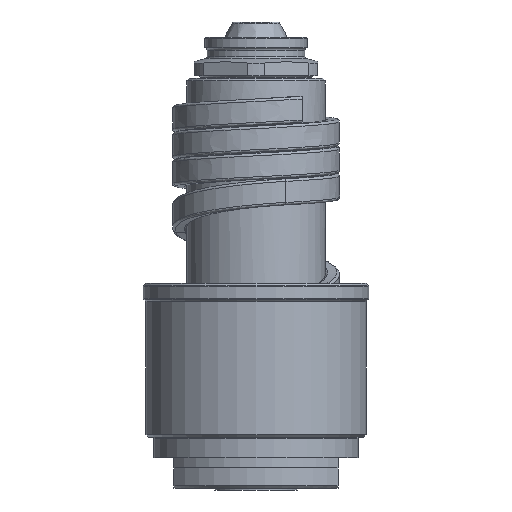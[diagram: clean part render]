
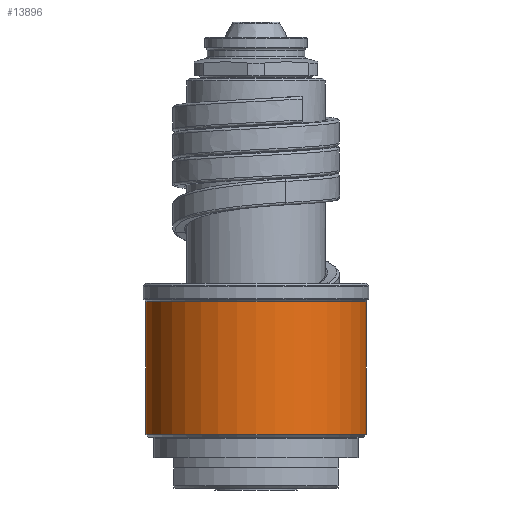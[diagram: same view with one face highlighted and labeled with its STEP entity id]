
A CAD part, front view. The second image highlights one B-rep face of the part: STEP entity #13896.
In plain terms, the highlighted cylindrical face has radius 21.5 mm (diameter 43 mm), a partial arc.
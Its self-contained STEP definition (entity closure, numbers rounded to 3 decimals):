
#5247=CARTESIAN_POINT('',(0.,0.,10.583));
#5248=DIRECTION('',(0.,0.,1.));
#5249=DIRECTION('',(-1.,0.,0.));
#5250=AXIS2_PLACEMENT_3D('',#5247,#5248,#5249);
#5252=DIRECTION('',(0.,0.,-1.));
#5253=VECTOR('',#5252,25.834);
#5254=CARTESIAN_POINT('',(-21.5,0.,36.417));
#5255=LINE('',#5254,#5253);
#5256=CARTESIAN_POINT('',(0.,0.,36.417));
#5257=DIRECTION('',(0.,0.,1.));
#5258=DIRECTION('',(-1.,0.,0.));
#5259=AXIS2_PLACEMENT_3D('',#5256,#5257,#5258);
#5261=DIRECTION('',(0.,0.,-1.));
#5262=VECTOR('',#5261,25.834);
#5263=CARTESIAN_POINT('',(21.5,0.,36.417));
#5264=LINE('',#5263,#5262);
#5605=CARTESIAN_POINT('',(21.5,0.,36.417));
#5606=CARTESIAN_POINT('',(-21.5,0.,36.417));
#5607=VERTEX_POINT('',#5605);
#5608=VERTEX_POINT('',#5606);
#5631=CARTESIAN_POINT('',(21.5,0.,10.583));
#5632=VERTEX_POINT('',#5631);
#5633=CARTESIAN_POINT('',(-21.5,0.,10.583));
#5634=VERTEX_POINT('',#5633);
#13884=CARTESIAN_POINT('',(0.,0.,8.5));
#13885=DIRECTION('',(0.,0.,1.));
#13886=DIRECTION('',(-1.,0.,0.));
#13887=AXIS2_PLACEMENT_3D('',#13884,#13885,#13886);
#13888=CYLINDRICAL_SURFACE('',#13887,21.5);
#13889=ORIENTED_EDGE('',*,*,#12035,.F.);
#13890=ORIENTED_EDGE('',*,*,#12016,.F.);
#13892=ORIENTED_EDGE('',*,*,#13891,.T.);
#13893=ORIENTED_EDGE('',*,*,#12012,.T.);
#13894=EDGE_LOOP('',(#13889,#13890,#13892,#13893));
#13895=FACE_OUTER_BOUND('',#13894,.F.);
#5251=CIRCLE('',#5250,21.5);
#5260=CIRCLE('',#5259,21.5);
#12012=EDGE_CURVE('',#5607,#5632,#5264,.T.);
#12016=EDGE_CURVE('',#5608,#5634,#5255,.T.);
#12035=EDGE_CURVE('',#5634,#5632,#5251,.T.);
#13891=EDGE_CURVE('',#5608,#5607,#5260,.T.);
#13896=ADVANCED_FACE('',(#13895),#13888,.T.);
